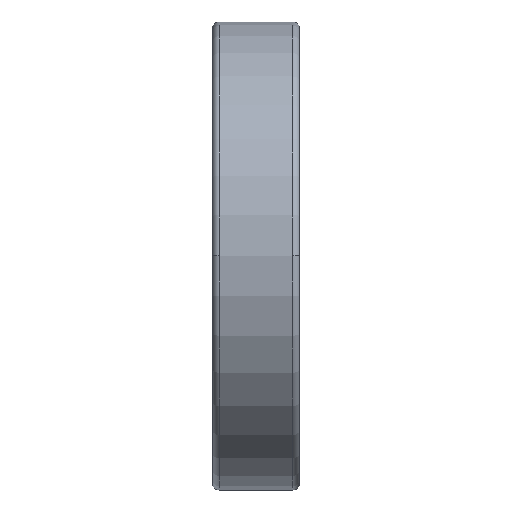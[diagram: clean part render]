
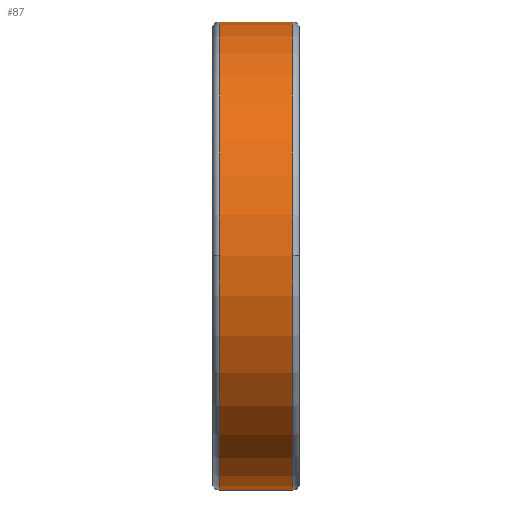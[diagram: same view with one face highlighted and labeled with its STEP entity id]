
A CAD part, top view. The second image highlights one B-rep face of the part: STEP entity #87.
In plain terms, the highlighted cylindrical face has radius 70 mm (diameter 140 mm), a partial arc.
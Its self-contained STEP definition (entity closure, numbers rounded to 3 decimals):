
#87=ADVANCED_FACE('',(#231),#232,.T.);
#231=FACE_OUTER_BOUND('',#537,.T.);
#232=CYLINDRICAL_SURFACE('',#538,70.0);
#537=EDGE_LOOP('',(#897,#898,#899,#900,#901,#902));
#538=AXIS2_PLACEMENT_3D('',#903,#904,#905);
#897=ORIENTED_EDGE('',*,*,#1847,.F.);
#898=ORIENTED_EDGE('',*,*,#1848,.T.);
#899=ORIENTED_EDGE('',*,*,#1849,.T.);
#900=ORIENTED_EDGE('',*,*,#1850,.F.);
#901=ORIENTED_EDGE('',*,*,#1851,.F.);
#902=ORIENTED_EDGE('',*,*,#1844,.F.);
#903=CARTESIAN_POINT('',(13.0,0.0,0.0));
#904=DIRECTION('',(-1.0,0.0,0.0));
#905=DIRECTION('',(0.0,1.0,0.0));
#1844=EDGE_CURVE('',#2160,#2162,#2163,.T.);
#1847=EDGE_CURVE('',#2167,#2160,#2168,.T.);
#1848=EDGE_CURVE('',#2167,#2169,#2170,.T.);
#1849=EDGE_CURVE('',#2169,#2171,#2172,.T.);
#1850=EDGE_CURVE('',#2173,#2171,#2174,.T.);
#1851=EDGE_CURVE('',#2162,#2173,#2175,.T.);
#2160=VERTEX_POINT('',#2650);
#2162=VERTEX_POINT('',#2652);
#2163=CIRCLE('',#2653,70.0);
#2167=VERTEX_POINT('',#2657);
#2168=LINE('',#2658,#2659);
#2169=VERTEX_POINT('',#2660);
#2170=CIRCLE('',#2661,70.0);
#2171=VERTEX_POINT('',#2662);
#2172=CIRCLE('',#2663,70.0);
#2173=VERTEX_POINT('',#2664);
#2174=LINE('',#2665,#2666);
#2175=CIRCLE('',#2667,70.0);
#2650=CARTESIAN_POINT('',(24.0,70.0,0.0));
#2652=CARTESIAN_POINT('',(24.0,0.,70.0));
#2653=AXIS2_PLACEMENT_3D('',#4038,#4039,#4040);
#2657=CARTESIAN_POINT('',(2.0,70.0,0.0));
#2658=CARTESIAN_POINT('',(13.0,70.0,0.));
#2659=VECTOR('',#4047,1.0);
#2660=CARTESIAN_POINT('',(2.0,0.,70.0));
#2661=AXIS2_PLACEMENT_3D('',#4048,#4049,#4050);
#2662=CARTESIAN_POINT('',(2.0,-70.0,0.));
#2663=AXIS2_PLACEMENT_3D('',#4051,#4052,#4053);
#2664=CARTESIAN_POINT('',(24.0,-70.0,0.));
#2665=CARTESIAN_POINT('',(13.0,-70.0,0.));
#2666=VECTOR('',#4054,1.0);
#2667=AXIS2_PLACEMENT_3D('',#4055,#4056,#4057);
#4038=CARTESIAN_POINT('',(24.0,0.0,0.0));
#4039=DIRECTION('',(1.0,0.0,0.0));
#4040=DIRECTION('',(0.0,1.0,0.0));
#4047=DIRECTION('',(1.0,0.0,0.0));
#4048=CARTESIAN_POINT('',(2.0,0.0,0.0));
#4049=DIRECTION('',(1.0,0.0,0.0));
#4050=DIRECTION('',(0.0,1.0,0.0));
#4051=CARTESIAN_POINT('',(2.0,0.0,0.0));
#4052=DIRECTION('',(1.0,0.0,0.0));
#4053=DIRECTION('',(0.0,1.0,0.0));
#4054=DIRECTION('',(-1.0,-0.0,-0.0));
#4055=CARTESIAN_POINT('',(24.0,0.0,0.0));
#4056=DIRECTION('',(1.0,0.0,0.0));
#4057=DIRECTION('',(0.0,1.0,0.0));
